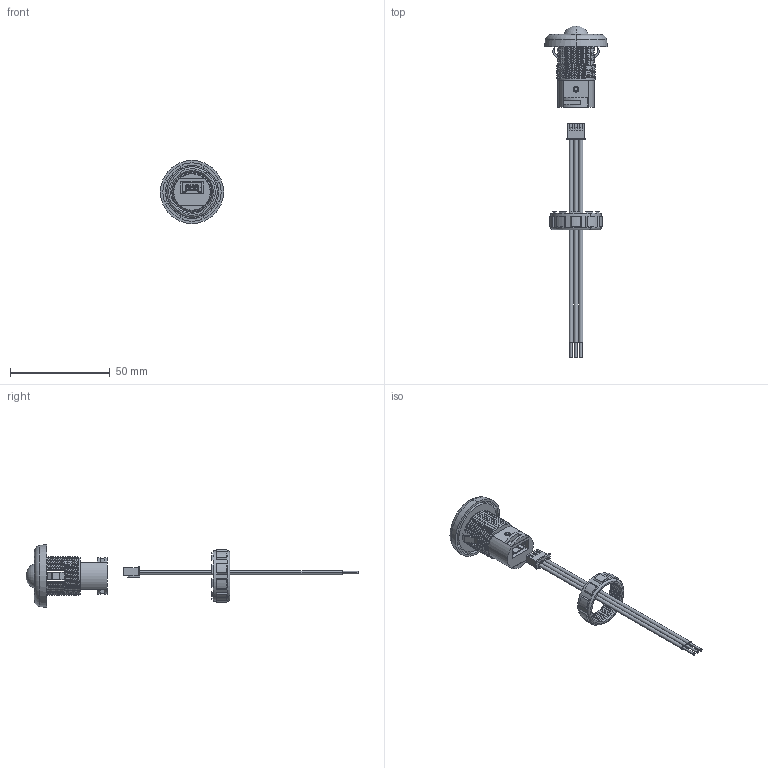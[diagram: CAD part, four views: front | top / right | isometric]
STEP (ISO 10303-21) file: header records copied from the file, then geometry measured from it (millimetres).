
FILE_DESCRIPTION (( 'STEP AP214' ), '1' );
FILE_NAME ('C-TFS.STEP', '2024-11-06T19:06:56', ( '' ), ( '' ), 'SwSTEP 2.0', 'SolidWorks 2023', '' );
FILE_SCHEMA (( 'AUTOMOTIVE_DESIGN' ));
Length unit declared in the file: inch
Products named in the file (7): CBL-XXXXXXX-005-X_CBL-102181W-005-2; CBL-XXXXXXX-005-X_CBL-102181B-005-3; SENSOR HEAD AND BODY_11-6-24; SENSOR RING; C-TFS; CBL-XXXXXXX-005-X_CBL-102181P-005-5; SENSOR CONNECTOR FOR WIRES
Assembly tree (7 placements, depth 2):
  C-TFS
    SENSOR HEAD AND BODY_11-6-24
    SENSOR RING
    SENSOR CONNECTOR FOR WIRES
    CBL-XXXXXXX-005-X_CBL-102181P-005-5  x2
    CBL-XXXXXXX-005-X_CBL-102181W-005-2
    CBL-XXXXXXX-005-X_CBL-102181B-005-3
Bounding box: 31.7 x 166.71 x 31.7 mm (x, y, z)
Volume: 13023.3 mm3; surface area: 12145.3 mm2
Topology: 10 solids, 10 shells, 531 faces, 1397 edges, 923 vertices
Faces by surface type: plane 321, cylinder 146, bspline 50, cone 8, torus 6
Entity records: 38938 total; most frequent: CARTESIAN_POINT 26298, ORIENTED_EDGE 2754, DIRECTION 2334, EDGE_CURVE 1377, VERTEX_POINT 911, VECTOR 898, LINE 898, AXIS2_PLACEMENT_3D 718
